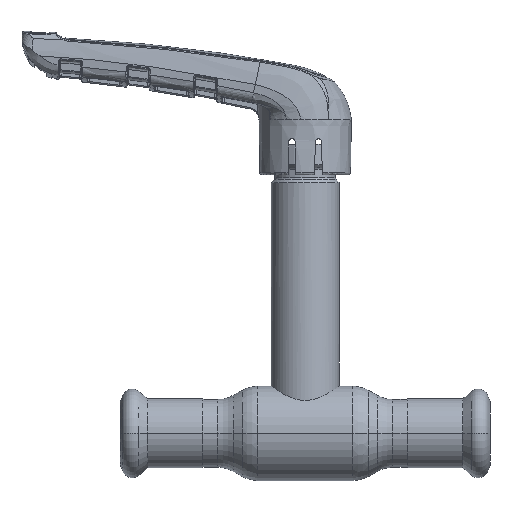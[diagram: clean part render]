
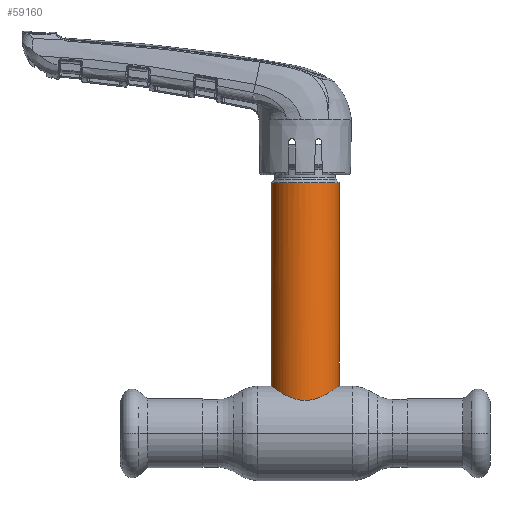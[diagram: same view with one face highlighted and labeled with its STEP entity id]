
A CAD part, top view. The second image highlights one B-rep face of the part: STEP entity #59160.
In plain terms, the highlighted cylindrical face has radius 9 mm (diameter 18 mm), a partial arc.
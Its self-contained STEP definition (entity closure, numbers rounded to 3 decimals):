
#471 = DIRECTION ( 'NONE',  ( 0., -1., 0. ) ) ;
#1143 = EDGE_CURVE ( 'NONE', #68454, #35433, #40811, .T. ) ;
#3745 = DIRECTION ( 'NONE',  ( 0., -1., 0. ) ) ;
#3882 = ORIENTED_EDGE ( 'NONE', *, *, #38212, .F. ) ;
#4180 = CARTESIAN_POINT ( 'NONE',  ( 8.921, 12.443, 1.229 ) ) ;
#4230 = AXIS2_PLACEMENT_3D ( 'NONE', #45390, #17210, #17438 ) ;
#4424 = CARTESIAN_POINT ( 'NONE',  ( -4.05, 9.561, 8.058 ) ) ;
#4664 = CARTESIAN_POINT ( 'NONE',  ( -2.403, 8.997, 8.678 ) ) ;
#7948 = ORIENTED_EDGE ( 'NONE', *, *, #1143, .T. ) ;
#8105 = CYLINDRICAL_SURFACE ( 'NONE', #50558, 9. ) ;
#8342 = VECTOR ( 'NONE', #29657, 1000. ) ;
#9821 = FACE_OUTER_BOUND ( 'NONE', #13274, .T. ) ;
#9850 = ORIENTED_EDGE ( 'NONE', *, *, #13445, .T. ) ;
#10019 = CARTESIAN_POINT ( 'NONE',  ( 2.98, 9.159, 8.512 ) ) ;
#10245 = CARTESIAN_POINT ( 'NONE',  ( 5.931, 10.503, 6.794 ) ) ;
#10479 = CARTESIAN_POINT ( 'NONE',  ( 9., 12.5, 0.306 ) ) ;
#13274 = EDGE_LOOP ( 'NONE', ( #3882, #9850, #24102, #7948 ) ) ;
#13445 = EDGE_CURVE ( 'NONE', #69053, #61279, #56690, .T. ) ;
#15403 = CARTESIAN_POINT ( 'NONE',  ( -2.114, 8.924, 8.753 ) ) ;
#15875 = CARTESIAN_POINT ( 'NONE',  ( 8.688, 12.277, 2.426 ) ) ;
#16120 = CARTESIAN_POINT ( 'NONE',  ( -7.101, 11.208, 5.56 ) ) ;
#17210 = DIRECTION ( 'NONE',  ( 0., -1., 0. ) ) ;
#17438 = DIRECTION ( 'NONE',  ( -1., 0., 0. ) ) ;
#19087 = CARTESIAN_POINT ( 'NONE',  ( 9., 0., 0. ) ) ;
#19816 = CARTESIAN_POINT ( 'NONE',  ( -9., 12.5, 0.621 ) ) ;
#21012 = CARTESIAN_POINT ( 'NONE',  ( 4.046, 9.569, 8.044 ) ) ;
#21263 = CARTESIAN_POINT ( 'NONE',  ( -7.592, 11.527, 4.842 ) ) ;
#21287 = CARTESIAN_POINT ( 'NONE',  ( 9., 12.5, 0. ) ) ;
#21508 = CARTESIAN_POINT ( 'NONE',  ( -5.93, 10.503, 6.793 ) ) ;
#24102 = ORIENTED_EDGE ( 'NONE', *, *, #47035, .T. ) ;
#24864 = VECTOR ( 'NONE', #3745, 1000. ) ;
#25727 = CARTESIAN_POINT ( 'NONE',  ( -8.676, 12.268, 2.414 ) ) ;
#26691 = CARTESIAN_POINT ( 'NONE',  ( 1.225, 8.756, 8.921 ) ) ;
#26933 = CARTESIAN_POINT ( 'NONE',  ( -0.611, 8.691, 8.985 ) ) ;
#27180 = CARTESIAN_POINT ( 'NONE',  ( 9., 12.5, 0. ) ) ;
#27426 = CARTESIAN_POINT ( 'NONE',  ( 5.496, 10.261, 7.15 ) ) ;
#29657 = DIRECTION ( 'NONE',  ( 0., -1., 0. ) ) ;
#30874 = CARTESIAN_POINT ( 'NONE',  ( -9., 12.5, 0. ) ) ;
#32288 = CARTESIAN_POINT ( 'NONE',  ( 8.874, 12.409, 1.533 ) ) ;
#32533 = CARTESIAN_POINT ( 'NONE',  ( -0.301, 8.674, 9. ) ) ;
#32777 = CARTESIAN_POINT ( 'NONE',  ( -8.156, 11.907, 3.816 ) ) ;
#32819 = LINE ( 'NONE', #19087, #8342 ) ;
#34237 = CARTESIAN_POINT ( 'NONE',  ( 0., 0., 0. ) ) ;
#34481 = DIRECTION ( 'NONE',  ( -1., 0., 0. ) ) ;
#35433 = VERTEX_POINT ( 'NONE', #21287 ) ;
#36496 = CARTESIAN_POINT ( 'NONE',  ( -8.389, 12.068, 3.272 ) ) ;
#36548 = CARTESIAN_POINT ( 'NONE',  ( -9., 0., 0. ) ) ;
#37940 = CARTESIAN_POINT ( 'NONE',  ( -1.525, 8.803, 8.875 ) ) ;
#38046 = CARTESIAN_POINT ( 'NONE',  ( -9., 12.5, 0. ) ) ;
#38189 = CARTESIAN_POINT ( 'NONE',  ( 3.784, 9.461, 8.171 ) ) ;
#38212 = EDGE_CURVE ( 'NONE', #69053, #35433, #32819, .T. ) ;
#38423 = CARTESIAN_POINT ( 'NONE',  ( 8.034, 11.823, 4.099 ) ) ;
#38660 = CARTESIAN_POINT ( 'NONE',  ( 8.984, 12.489, 0.613 ) ) ;
#40811 = B_SPLINE_CURVE_WITH_KNOTS ( 'NONE', 3,
 ( #30874, #19816, #54351, #69973, #25727, #59959, #36496, #32777, #66496, #72160, #21263, #16120, #65767, #21508, #60670, #48944, #4424, #71167, #71907, #4664, #15403, #37940, #54591, #26933, #32533, #55062, #44321, #26691, #66018, #71663, #10019, #38189, #21012, #43856, #43612, #27426, #10245, #49431, #60190, #61149, #44093, #49659, #38423, #55312, #15875, #32288, #4180, #38660, #10479, #27180 ),
 .UNSPECIFIED., .F., .F.,
 ( 4, 2, 2, 2, 2, 2, 2, 2, 2, 2, 2, 2, 2, 2, 2, 2, 2, 2, 2, 2, 2, 2, 2, 2, 4 ),
 ( 0., 0.002, 0.003, 0.004, 0.005, 0.006, 0.007, 0.009, 0.011, 0.012, 0.013, 0.014, 0.015, 0.016, 0.017, 0.018, 0.019, 0.02, 0.022, 0.023, 0.024, 0.026, 0.028, 0.028, 0.029 ),
 .UNSPECIFIED. ) ;
#43288 = LINE ( 'NONE', #36548, #24864 ) ;
#43612 = CARTESIAN_POINT ( 'NONE',  ( 4.793, 9.909, 7.623 ) ) ;
#43856 = CARTESIAN_POINT ( 'NONE',  ( 4.551, 9.793, 7.77 ) ) ;
#44093 = CARTESIAN_POINT ( 'NONE',  ( 7.268, 11.316, 5.316 ) ) ;
#44321 = CARTESIAN_POINT ( 'NONE',  ( 0.617, 8.691, 8.984 ) ) ;
#45079 = CARTESIAN_POINT ( 'NONE',  ( 9., 66.219, 0. ) ) ;
#45390 = CARTESIAN_POINT ( 'NONE',  ( 0., 66.219, 0. ) ) ;
#46045 = CARTESIAN_POINT ( 'NONE',  ( -9., 66.219, 0. ) ) ;
#47035 = EDGE_CURVE ( 'NONE', #61279, #68454, #43288, .T. ) ;
#48944 = CARTESIAN_POINT ( 'NONE',  ( -4.549, 9.787, 7.786 ) ) ;
#49431 = CARTESIAN_POINT ( 'NONE',  ( 6.537, 10.861, 6.192 ) ) ;
#49659 = CARTESIAN_POINT ( 'NONE',  ( 7.753, 11.632, 4.607 ) ) ;
#50558 = AXIS2_PLACEMENT_3D ( 'NONE', #34237, #471, #34481 ) ;
#54351 = CARTESIAN_POINT ( 'NONE',  ( -8.936, 12.454, 1.228 ) ) ;
#54591 = CARTESIAN_POINT ( 'NONE',  ( -1.224, 8.755, 8.922 ) ) ;
#55062 = CARTESIAN_POINT ( 'NONE',  ( 0.312, 8.675, 9. ) ) ;
#55312 = CARTESIAN_POINT ( 'NONE',  ( 8.506, 12.148, 3. ) ) ;
#56690 = CIRCLE ( 'NONE', #4230, 9. ) ;
#59160 = ADVANCED_FACE ( 'NONE', ( #9821 ), #8105, .T. ) ;
#59959 = CARTESIAN_POINT ( 'NONE',  ( -8.494, 12.14, 2.992 ) ) ;
#60190 = CARTESIAN_POINT ( 'NONE',  ( 6.731, 10.979, 5.981 ) ) ;
#60670 = CARTESIAN_POINT ( 'NONE',  ( -5.487, 10.257, 7.156 ) ) ;
#61149 = CARTESIAN_POINT ( 'NONE',  ( 7.096, 11.206, 5.543 ) ) ;
#61279 = VERTEX_POINT ( 'NONE', #46045 ) ;
#65767 = CARTESIAN_POINT ( 'NONE',  ( -6.736, 10.978, 5.996 ) ) ;
#66018 = CARTESIAN_POINT ( 'NONE',  ( 1.53, 8.804, 8.874 ) ) ;
#66496 = CARTESIAN_POINT ( 'NONE',  ( -8.027, 11.819, 4.08 ) ) ;
#68454 = VERTEX_POINT ( 'NONE', #38046 ) ;
#69053 = VERTEX_POINT ( 'NONE', #45079 ) ;
#69973 = CARTESIAN_POINT ( 'NONE',  ( -8.752, 12.323, 2.119 ) ) ;
#71167 = CARTESIAN_POINT ( 'NONE',  ( -3.248, 9.26, 8.398 ) ) ;
#71663 = CARTESIAN_POINT ( 'NONE',  ( 2.419, 8.987, 8.69 ) ) ;
#71907 = CARTESIAN_POINT ( 'NONE',  ( -2.97, 9.165, 8.501 ) ) ;
#72160 = CARTESIAN_POINT ( 'NONE',  ( -7.746, 11.629, 4.592 ) ) ;
